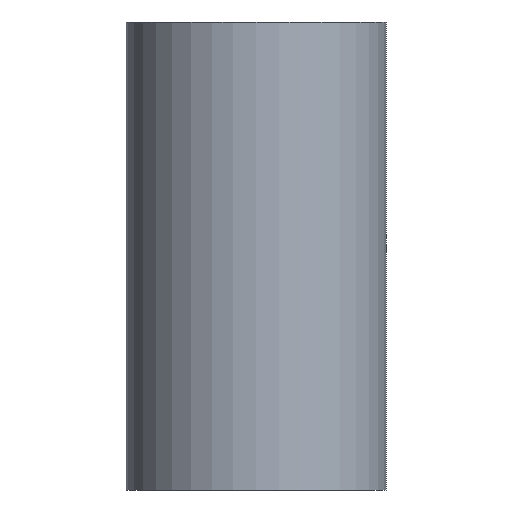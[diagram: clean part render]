
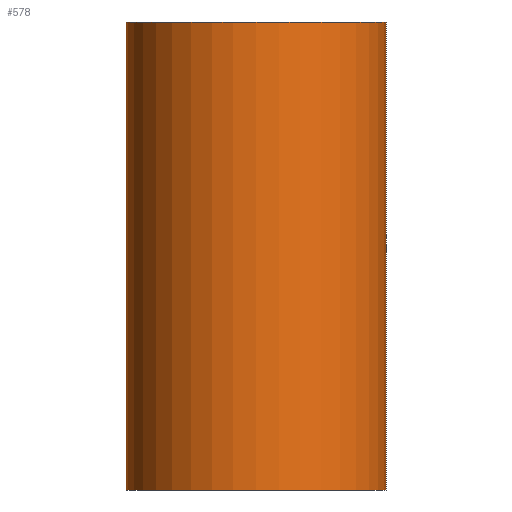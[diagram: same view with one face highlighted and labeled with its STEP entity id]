
A CAD part, front view. The second image highlights one B-rep face of the part: STEP entity #578.
In plain terms, the highlighted cylindrical face has radius 20 mm (diameter 40 mm), a partial arc.
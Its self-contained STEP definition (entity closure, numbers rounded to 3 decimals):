
#31 = VERTEX_POINT ( 'NONE', #858 ) ;
#58 = ORIENTED_EDGE ( 'NONE', *, *, #240, .T. ) ;
#78 = CARTESIAN_POINT ( 'NONE',  ( 0., 0., 128.569 ) ) ;
#81 = ORIENTED_EDGE ( 'NONE', *, *, #966, .F. ) ;
#100 = DIRECTION ( 'NONE',  ( 1., 0., 0. ) ) ;
#106 = LINE ( 'NONE', #345, #655 ) ;
#131 = DIRECTION ( 'NONE',  ( 1., 0., 0. ) ) ;
#151 = AXIS2_PLACEMENT_3D ( 'NONE', #78, #670, #183 ) ;
#183 = DIRECTION ( 'NONE',  ( -1., 0., 0. ) ) ;
#194 = DIRECTION ( 'NONE',  ( 0., 0., -1. ) ) ;
#240 = EDGE_CURVE ( 'NONE', #457, #503, #106, .T. ) ;
#273 = DIRECTION ( 'NONE',  ( 0., 0., 1. ) ) ;
#345 = CARTESIAN_POINT ( 'NONE',  ( -20., 0., 128.569 ) ) ;
#368 = LINE ( 'NONE', #428, #700 ) ;
#420 = CIRCLE ( 'NONE', #1008, 20. ) ;
#428 = CARTESIAN_POINT ( 'NONE',  ( 20., 0., 128.569 ) ) ;
#432 = EDGE_CURVE ( 'NONE', #457, #475, #757, .T. ) ;
#457 = VERTEX_POINT ( 'NONE', #550 ) ;
#469 = CARTESIAN_POINT ( 'NONE',  ( -20., 0., 0. ) ) ;
#475 = VERTEX_POINT ( 'NONE', #621 ) ;
#503 = VERTEX_POINT ( 'NONE', #469 ) ;
#528 = CARTESIAN_POINT ( 'NONE',  ( 0., 0., 72. ) ) ;
#550 = CARTESIAN_POINT ( 'NONE',  ( -20., 0., 72. ) ) ;
#576 = FACE_OUTER_BOUND ( 'NONE', #975, .T. ) ;
#578 = ADVANCED_FACE ( 'NONE', ( #576 ), #984, .T. ) ;
#617 = ORIENTED_EDGE ( 'NONE', *, *, #953, .T. ) ;
#621 = CARTESIAN_POINT ( 'NONE',  ( 20., 0., 72. ) ) ;
#655 = VECTOR ( 'NONE', #194, 1000. ) ;
#670 = DIRECTION ( 'NONE',  ( 0., 0., -1. ) ) ;
#686 = DIRECTION ( 'NONE',  ( 0., 0., -1. ) ) ;
#697 = ORIENTED_EDGE ( 'NONE', *, *, #432, .F. ) ;
#700 = VECTOR ( 'NONE', #686, 1000. ) ;
#757 = CIRCLE ( 'NONE', #881, 20. ) ;
#825 = CARTESIAN_POINT ( 'NONE',  ( 0., 0., 0. ) ) ;
#858 = CARTESIAN_POINT ( 'NONE',  ( 20., 0., 0. ) ) ;
#870 = DIRECTION ( 'NONE',  ( 0., 0., 1. ) ) ;
#881 = AXIS2_PLACEMENT_3D ( 'NONE', #528, #870, #131 ) ;
#953 = EDGE_CURVE ( 'NONE', #503, #31, #420, .T. ) ;
#966 = EDGE_CURVE ( 'NONE', #475, #31, #368, .T. ) ;
#975 = EDGE_LOOP ( 'NONE', ( #81, #697, #58, #617 ) ) ;
#984 = CYLINDRICAL_SURFACE ( 'NONE', #151, 20. ) ;
#1008 = AXIS2_PLACEMENT_3D ( 'NONE', #825, #273, #100 ) ;
